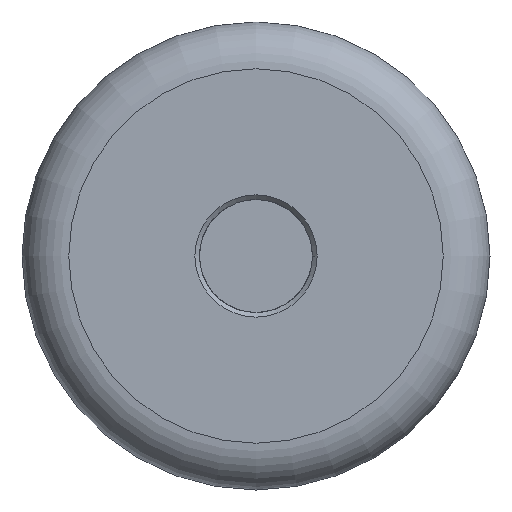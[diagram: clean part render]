
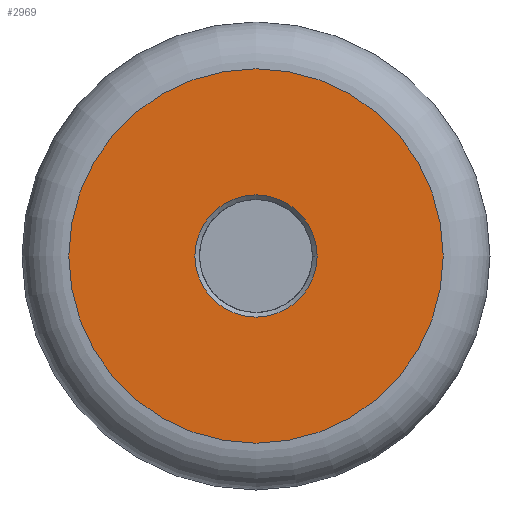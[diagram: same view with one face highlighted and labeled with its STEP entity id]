
A CAD part, front view. The second image highlights one B-rep face of the part: STEP entity #2969.
In plain terms, the highlighted planar face has unit normal (0, -1, 0).
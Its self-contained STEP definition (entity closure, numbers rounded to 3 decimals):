
#3 = CARTESIAN_POINT ( 'NONE',  ( 0., 0., 13.058 ) ) ;
#22 = VERTEX_POINT ( 'NONE', #3 ) ;
#64 = EDGE_CURVE ( 'NONE', #3158, #3158, #3063, .T. ) ;
#249 = DIRECTION ( 'NONE',  ( 0., 0., 1. ) ) ;
#483 = CARTESIAN_POINT ( 'NONE',  ( 0., 0., 0. ) ) ;
#748 = ORIENTED_EDGE ( 'NONE', *, *, #2645, .T. ) ;
#777 = FACE_BOUND ( 'NONE', #3208, .T. ) ;
#870 = EDGE_LOOP ( 'NONE', ( #1918 ) ) ;
#1208 = AXIS2_PLACEMENT_3D ( 'NONE', #1752, #3072, #2783 ) ;
#1261 = PLANE ( 'NONE',  #2746 ) ;
#1547 = DIRECTION ( 'NONE',  ( 0., -1., 0. ) ) ;
#1610 = CIRCLE ( 'NONE', #1208, 13.058 ) ;
#1752 = CARTESIAN_POINT ( 'NONE',  ( 0., 0., 0. ) ) ;
#1918 = ORIENTED_EDGE ( 'NONE', *, *, #64, .T. ) ;
#2097 = FACE_OUTER_BOUND ( 'NONE', #870, .T. ) ;
#2360 = CARTESIAN_POINT ( 'NONE',  ( 0., 0., 40. ) ) ;
#2635 = DIRECTION ( 'NONE',  ( 0., 0., 1. ) ) ;
#2645 = EDGE_CURVE ( 'NONE', #22, #22, #1610, .T. ) ;
#2688 = DIRECTION ( 'NONE',  ( 0., 1., 0. ) ) ;
#2746 = AXIS2_PLACEMENT_3D ( 'NONE', #3442, #2688, #249 ) ;
#2783 = DIRECTION ( 'NONE',  ( 0., 0., 1. ) ) ;
#2969 = ADVANCED_FACE ( 'NONE', ( #777, #2097 ), #1261, .F. ) ;
#3063 = CIRCLE ( 'NONE', #3526, 40. ) ;
#3072 = DIRECTION ( 'NONE',  ( 0., 1., 0. ) ) ;
#3158 = VERTEX_POINT ( 'NONE', #2360 ) ;
#3208 = EDGE_LOOP ( 'NONE', ( #748 ) ) ;
#3442 = CARTESIAN_POINT ( 'NONE',  ( 0., 0., 0. ) ) ;
#3526 = AXIS2_PLACEMENT_3D ( 'NONE', #483, #1547, #2635 ) ;
